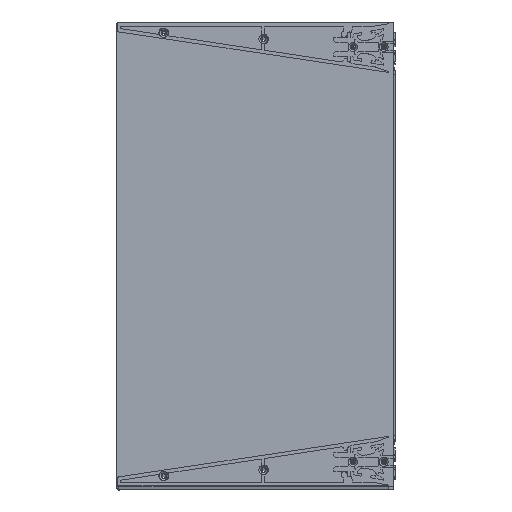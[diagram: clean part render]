
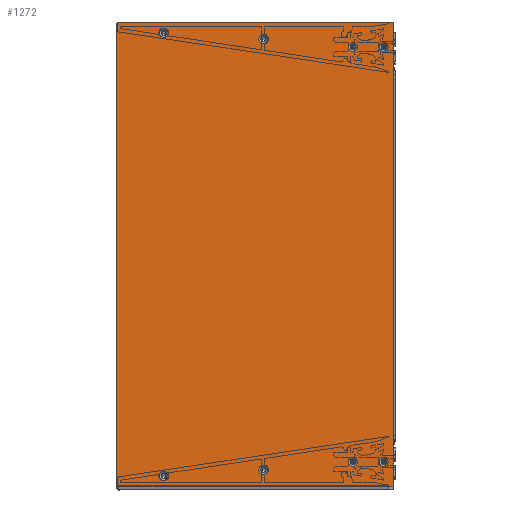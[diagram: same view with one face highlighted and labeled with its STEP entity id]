
A CAD part, top view. The second image highlights one B-rep face of the part: STEP entity #1272.
In plain terms, the highlighted planar face has unit normal (0, 0, 1).
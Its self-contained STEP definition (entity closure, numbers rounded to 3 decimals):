
#1272=ADVANCED_FACE('',(#3411,#3412,#3413,#3414,#3415,#3416,#3417,#3418,#3419),#3420,.T.);
#3411=FACE_BOUND('',#5689,.T.);
#3412=FACE_BOUND('',#5690,.T.);
#3413=FACE_BOUND('',#5691,.T.);
#3414=FACE_BOUND('',#5692,.T.);
#3415=FACE_BOUND('',#5693,.T.);
#3416=FACE_BOUND('',#5694,.T.);
#3417=FACE_BOUND('',#5695,.T.);
#3418=FACE_BOUND('',#5696,.T.);
#3419=FACE_OUTER_BOUND('',#5697,.T.);
#3420=PLANE('',#5698);
#5689=EDGE_LOOP('',(#14443,#14444));
#5690=EDGE_LOOP('',(#14445,#14446));
#5691=EDGE_LOOP('',(#14447,#14448));
#5692=EDGE_LOOP('',(#14449,#14450));
#5693=EDGE_LOOP('',(#14451,#14452));
#5694=EDGE_LOOP('',(#14453,#14454));
#5695=EDGE_LOOP('',(#14455,#14456));
#5696=EDGE_LOOP('',(#14457,#14458));
#5697=EDGE_LOOP('',(#14459,#14460,#14461,#14462,#14463,#14464,#14465,#14466));
#5698=AXIS2_PLACEMENT_3D('',#14467,#14468,#14469);
#14443=ORIENTED_EDGE('',*,*,#17698,.F.);
#14444=ORIENTED_EDGE('',*,*,#17793,.F.);
#14445=ORIENTED_EDGE('',*,*,#17707,.F.);
#14446=ORIENTED_EDGE('',*,*,#17794,.F.);
#14447=ORIENTED_EDGE('',*,*,#17716,.F.);
#14448=ORIENTED_EDGE('',*,*,#17795,.F.);
#14449=ORIENTED_EDGE('',*,*,#17725,.F.);
#14450=ORIENTED_EDGE('',*,*,#17796,.F.);
#14451=ORIENTED_EDGE('',*,*,#17734,.F.);
#14452=ORIENTED_EDGE('',*,*,#17797,.F.);
#14453=ORIENTED_EDGE('',*,*,#17743,.F.);
#14454=ORIENTED_EDGE('',*,*,#17798,.F.);
#14455=ORIENTED_EDGE('',*,*,#17752,.F.);
#14456=ORIENTED_EDGE('',*,*,#17799,.F.);
#14457=ORIENTED_EDGE('',*,*,#17761,.F.);
#14458=ORIENTED_EDGE('',*,*,#17800,.F.);
#14459=ORIENTED_EDGE('',*,*,#17771,.F.);
#14460=ORIENTED_EDGE('',*,*,#17792,.F.);
#14461=ORIENTED_EDGE('',*,*,#17789,.F.);
#14462=ORIENTED_EDGE('',*,*,#17786,.F.);
#14463=ORIENTED_EDGE('',*,*,#17783,.F.);
#14464=ORIENTED_EDGE('',*,*,#17780,.F.);
#14465=ORIENTED_EDGE('',*,*,#17777,.F.);
#14466=ORIENTED_EDGE('',*,*,#17774,.F.);
#14467=CARTESIAN_POINT('',(83.477,7.942,2.0));
#14468=DIRECTION('',(0.0,0.,1.0));
#14469=DIRECTION('',(0.0,1.0,0.));
#17698=EDGE_CURVE('',#22490,#22493,#22494,.T.);
#17707=EDGE_CURVE('',#22507,#22510,#22511,.T.);
#17716=EDGE_CURVE('',#22524,#22527,#22528,.T.);
#17725=EDGE_CURVE('',#22541,#22544,#22545,.T.);
#17734=EDGE_CURVE('',#22558,#22561,#22562,.T.);
#17743=EDGE_CURVE('',#22575,#22578,#22579,.T.);
#17752=EDGE_CURVE('',#22592,#22595,#22596,.T.);
#17761=EDGE_CURVE('',#22609,#22612,#22613,.T.);
#17771=EDGE_CURVE('',#22629,#22631,#22632,.T.);
#17774=EDGE_CURVE('',#22631,#22636,#22637,.T.);
#17777=EDGE_CURVE('',#22636,#22641,#22642,.T.);
#17780=EDGE_CURVE('',#22641,#22646,#22647,.T.);
#17783=EDGE_CURVE('',#22646,#22651,#22652,.T.);
#17786=EDGE_CURVE('',#22651,#22656,#22657,.T.);
#17789=EDGE_CURVE('',#22656,#22661,#22662,.T.);
#17792=EDGE_CURVE('',#22661,#22629,#22665,.T.);
#17793=EDGE_CURVE('',#22493,#22490,#22666,.T.);
#17794=EDGE_CURVE('',#22510,#22507,#22667,.T.);
#17795=EDGE_CURVE('',#22527,#22524,#22668,.T.);
#17796=EDGE_CURVE('',#22544,#22541,#22669,.T.);
#17797=EDGE_CURVE('',#22561,#22558,#22670,.T.);
#17798=EDGE_CURVE('',#22578,#22575,#22671,.T.);
#17799=EDGE_CURVE('',#22595,#22592,#22672,.T.);
#17800=EDGE_CURVE('',#22612,#22609,#22673,.T.);
#22490=VERTEX_POINT('',#29176);
#22493=VERTEX_POINT('',#29180);
#22494=CIRCLE('',#29181,2.9);
#22507=VERTEX_POINT('',#29197);
#22510=VERTEX_POINT('',#29201);
#22511=CIRCLE('',#29202,2.9);
#22524=VERTEX_POINT('',#29218);
#22527=VERTEX_POINT('',#29222);
#22528=CIRCLE('',#29223,2.9);
#22541=VERTEX_POINT('',#29239);
#22544=VERTEX_POINT('',#29243);
#22545=CIRCLE('',#29244,2.9);
#22558=VERTEX_POINT('',#29260);
#22561=VERTEX_POINT('',#29264);
#22562=CIRCLE('',#29265,2.9);
#22575=VERTEX_POINT('',#29281);
#22578=VERTEX_POINT('',#29285);
#22579=CIRCLE('',#29286,2.9);
#22592=VERTEX_POINT('',#29302);
#22595=VERTEX_POINT('',#29306);
#22596=CIRCLE('',#29307,2.9);
#22609=VERTEX_POINT('',#29323);
#22612=VERTEX_POINT('',#29327);
#22613=CIRCLE('',#29328,2.9);
#22629=VERTEX_POINT('',#29347);
#22631=VERTEX_POINT('',#29350);
#22632=CIRCLE('',#29351,1.0);
#22636=VERTEX_POINT('',#29357);
#22637=LINE('',#29358,#29359);
#22641=VERTEX_POINT('',#29364);
#22642=CIRCLE('',#29365,1.0);
#22646=VERTEX_POINT('',#29371);
#22647=LINE('',#29372,#29373);
#22651=VERTEX_POINT('',#29378);
#22652=CIRCLE('',#29379,1.5);
#22656=VERTEX_POINT('',#29385);
#22657=LINE('',#29386,#29387);
#22661=VERTEX_POINT('',#29392);
#22662=CIRCLE('',#29393,1.5);
#22665=LINE('',#29398,#29399);
#22666=CIRCLE('',#29400,2.9);
#22667=CIRCLE('',#29401,2.9);
#22668=CIRCLE('',#29402,2.9);
#22669=CIRCLE('',#29403,2.9);
#22670=CIRCLE('',#29404,2.9);
#22671=CIRCLE('',#29405,2.9);
#22672=CIRCLE('',#29406,2.9);
#22673=CIRCLE('',#29407,2.9);
#29176=CARTESIAN_POINT('',(-64.523,-1.014,2.0));
#29180=CARTESIAN_POINT('',(-64.523,4.786,2.0));
#29181=AXIS2_PLACEMENT_3D('',#34455,#34456,#34457);
#29197=CARTESIAN_POINT('',(0.0,-4.9,2.0));
#29201=CARTESIAN_POINT('',(0.,0.9,2.0));
#29202=AXIS2_PLACEMENT_3D('',#34474,#34475,#34476);
#29218=CARTESIAN_POINT('',(57.973,-10.121,2.0));
#29222=CARTESIAN_POINT('',(57.973,-4.321,2.0));
#29223=AXIS2_PLACEMENT_3D('',#34493,#34494,#34495);
#29239=CARTESIAN_POINT('',(77.973,-10.121,2.0));
#29243=CARTESIAN_POINT('',(77.973,-4.321,2.0));
#29244=AXIS2_PLACEMENT_3D('',#34512,#34513,#34514);
#29260=CARTESIAN_POINT('',(77.973,-278.794,2.0));
#29264=CARTESIAN_POINT('',(77.973,-272.994,2.0));
#29265=AXIS2_PLACEMENT_3D('',#34531,#34532,#34533);
#29281=CARTESIAN_POINT('',(57.973,-278.794,2.0));
#29285=CARTESIAN_POINT('',(57.973,-272.994,2.0));
#29286=AXIS2_PLACEMENT_3D('',#34550,#34551,#34552);
#29302=CARTESIAN_POINT('',(0.,-284.015,2.0));
#29306=CARTESIAN_POINT('',(0.,-278.215,2.0));
#29307=AXIS2_PLACEMENT_3D('',#34569,#34570,#34571);
#29323=CARTESIAN_POINT('',(-64.523,-287.901,2.0));
#29327=CARTESIAN_POINT('',(-64.523,-282.101,2.0));
#29328=AXIS2_PLACEMENT_3D('',#34588,#34589,#34590);
#29347=CARTESIAN_POINT('',(83.477,8.942,2.0));
#29350=CARTESIAN_POINT('',(84.477,7.942,2.0));
#29351=AXIS2_PLACEMENT_3D('',#34610,#34611,#34612);
#29357=CARTESIAN_POINT('',(84.477,-291.058,2.0));
#29358=CARTESIAN_POINT('',(84.477,8.942,2.0));
#29359=VECTOR('',#34615,1000.0);
#29364=CARTESIAN_POINT('',(83.477,-292.058,2.0));
#29365=AXIS2_PLACEMENT_3D('',#34620,#34621,#34622);
#29371=CARTESIAN_POINT('',(-93.523,-292.058,2.0));
#29372=CARTESIAN_POINT('',(84.477,-292.058,2.0));
#29373=VECTOR('',#34625,1000.0);
#29378=CARTESIAN_POINT('',(-95.023,-290.558,2.0));
#29379=AXIS2_PLACEMENT_3D('',#34630,#34631,#34632);
#29385=CARTESIAN_POINT('',(-95.023,7.442,2.0));
#29386=CARTESIAN_POINT('',(-95.023,-290.558,2.0));
#29387=VECTOR('',#34635,1000.0);
#29392=CARTESIAN_POINT('',(-93.523,8.942,2.0));
#29393=AXIS2_PLACEMENT_3D('',#34640,#34641,#34642);
#29398=CARTESIAN_POINT('',(-93.523,8.942,2.0));
#29399=VECTOR('',#34645,1000.0);
#29400=AXIS2_PLACEMENT_3D('',#34646,#34647,#34648);
#29401=AXIS2_PLACEMENT_3D('',#34649,#34650,#34651);
#29402=AXIS2_PLACEMENT_3D('',#34652,#34653,#34654);
#29403=AXIS2_PLACEMENT_3D('',#34655,#34656,#34657);
#29404=AXIS2_PLACEMENT_3D('',#34658,#34659,#34660);
#29405=AXIS2_PLACEMENT_3D('',#34661,#34662,#34663);
#29406=AXIS2_PLACEMENT_3D('',#34664,#34665,#34666);
#29407=AXIS2_PLACEMENT_3D('',#34667,#34668,#34669);
#34455=CARTESIAN_POINT('',(-64.523,1.886,2.0));
#34456=DIRECTION('',(0.0,0.,1.0));
#34457=DIRECTION('',(0.0,-1.0,0.));
#34474=CARTESIAN_POINT('',(0.0,-2.,2.0));
#34475=DIRECTION('',(0.0,0.,1.0));
#34476=DIRECTION('',(0.0,-1.0,0.));
#34493=CARTESIAN_POINT('',(57.973,-7.221,2.0));
#34494=DIRECTION('',(0.0,0.,1.0));
#34495=DIRECTION('',(0.0,-1.0,0.));
#34512=CARTESIAN_POINT('',(77.973,-7.221,2.0));
#34513=DIRECTION('',(0.0,0.,1.0));
#34514=DIRECTION('',(0.0,-1.0,0.));
#34531=CARTESIAN_POINT('',(77.973,-275.894,2.0));
#34532=DIRECTION('',(0.0,0.,1.0));
#34533=DIRECTION('',(0.0,-1.0,0.));
#34550=CARTESIAN_POINT('',(57.973,-275.894,2.0));
#34551=DIRECTION('',(0.0,0.,1.0));
#34552=DIRECTION('',(0.0,-1.0,0.));
#34569=CARTESIAN_POINT('',(0.,-281.115,2.0));
#34570=DIRECTION('',(0.0,0.,1.0));
#34571=DIRECTION('',(0.0,-1.0,0.));
#34588=CARTESIAN_POINT('',(-64.523,-285.001,2.0));
#34589=DIRECTION('',(0.0,0.,1.0));
#34590=DIRECTION('',(0.0,-1.0,0.));
#34610=CARTESIAN_POINT('',(83.477,7.942,2.0));
#34611=DIRECTION('',(0.0,0.,-1.0));
#34612=DIRECTION('',(-1.0,0.0,0.0));
#34615=DIRECTION('',(0.,-1.0,0.));
#34620=CARTESIAN_POINT('',(83.477,-291.058,2.0));
#34621=DIRECTION('',(0.0,0.,-1.0));
#34622=DIRECTION('',(1.0,0.0,0.0));
#34625=DIRECTION('',(-1.0,0.,0.));
#34630=CARTESIAN_POINT('',(-93.523,-290.558,2.0));
#34631=DIRECTION('',(0.0,0.,-1.0));
#34632=DIRECTION('',(1.0,0.0,0.0));
#34635=DIRECTION('',(0.,1.0,0.));
#34640=CARTESIAN_POINT('',(-93.523,7.442,2.0));
#34641=DIRECTION('',(0.0,0.,-1.0));
#34642=DIRECTION('',(1.0,0.0,0.0));
#34645=DIRECTION('',(1.0,0.,0.));
#34646=CARTESIAN_POINT('',(-64.523,1.886,2.0));
#34647=DIRECTION('',(0.0,0.,1.0));
#34648=DIRECTION('',(0.0,-1.0,0.));
#34649=CARTESIAN_POINT('',(0.0,-2.,2.0));
#34650=DIRECTION('',(0.0,0.,1.0));
#34651=DIRECTION('',(0.0,-1.0,0.));
#34652=CARTESIAN_POINT('',(57.973,-7.221,2.0));
#34653=DIRECTION('',(0.0,0.,1.0));
#34654=DIRECTION('',(0.0,-1.0,0.));
#34655=CARTESIAN_POINT('',(77.973,-7.221,2.0));
#34656=DIRECTION('',(0.0,0.,1.0));
#34657=DIRECTION('',(0.0,-1.0,0.));
#34658=CARTESIAN_POINT('',(77.973,-275.894,2.0));
#34659=DIRECTION('',(0.0,0.,1.0));
#34660=DIRECTION('',(0.0,-1.0,0.));
#34661=CARTESIAN_POINT('',(57.973,-275.894,2.0));
#34662=DIRECTION('',(0.0,0.,1.0));
#34663=DIRECTION('',(0.0,-1.0,0.));
#34664=CARTESIAN_POINT('',(0.,-281.115,2.0));
#34665=DIRECTION('',(0.0,0.,1.0));
#34666=DIRECTION('',(0.0,-1.0,0.));
#34667=CARTESIAN_POINT('',(-64.523,-285.001,2.0));
#34668=DIRECTION('',(0.0,0.,1.0));
#34669=DIRECTION('',(0.0,-1.0,0.));
